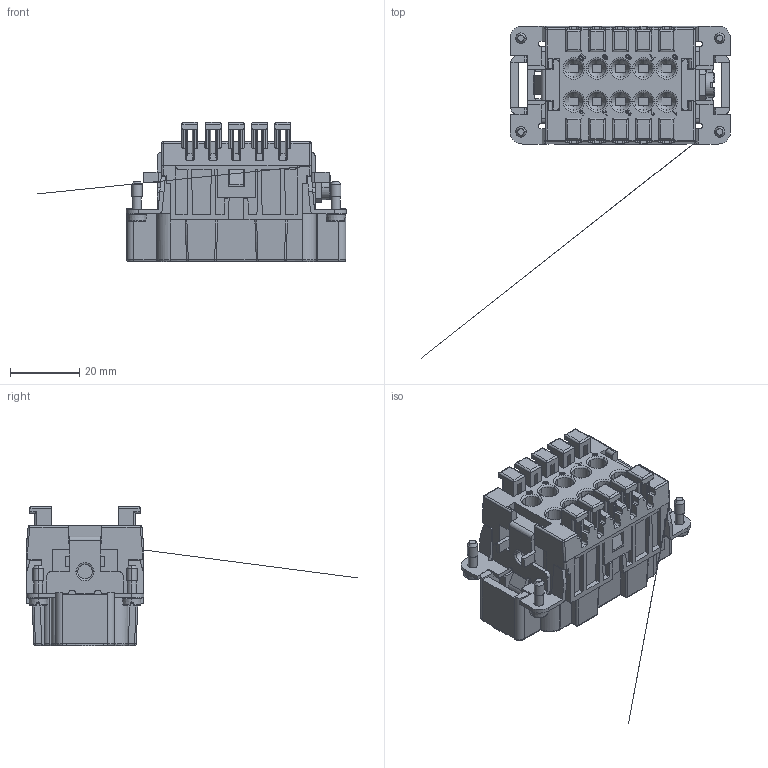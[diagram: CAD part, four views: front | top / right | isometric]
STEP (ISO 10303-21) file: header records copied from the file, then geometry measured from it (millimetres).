
FILE_DESCRIPTION(('CoCreate Modeling STEP Export'),'2;1');
FILE_NAME('CSHM 10.stp','2009-01-08T10:35:59',(''),(''),'CoCreate Modeling STEP processor for AP214 (Solid Model)','CoCreate Modeling 16.00A 16-Aug-2008 (C) Parametric Technology GmbH','');
FILE_SCHEMA(('AUTOMOTIVE_DESIGN { 1 0 10303 214 1 1 1 1 }'));
Length unit declared in the file: millimetre
Products named in the file (15): PIAST_M.1; CORPO_SPINA_10p; TASTO.9; TASTO.8; TASTO.7; TASTO.6; TASTO.5; TASTO.4; TASTO.3; TASTO.2; TASTO.10; TASTO.1; GR_TASTI_M; PIAST_M; CSHM_10
Assembly tree (14 placements, depth 3):
  CSHM_10
    PIAST_M
    GR_TASTI_M
      TASTO.1
      TASTO.10
      TASTO.2
      TASTO.3
      TASTO.4
      TASTO.5
      TASTO.6
      TASTO.7
      TASTO.8
      TASTO.9
    CORPO_SPINA_10p
    PIAST_M.1
Bounding box: 89.05 x 95.68 x 40.1 mm (x, y, z)
Volume: 34513 mm3; surface area: 24748.8 mm2
Topology: 13 solids, 13 shells, 2541 faces, 7060 edges, 4613 vertices
Faces by surface type: plane 1920, cylinder 430, cone 98, torus 75, sphere 18
Entity records: 95163 total; most frequent: CARTESIAN_POINT 19837, ORIENTED_EDGE 14084, DIRECTION 12093, EDGE_CURVE 7042, VECTOR 5693, LINE 5693, VERTEX_POINT 4613, AXIS2_PLACEMENT_3D 3200
